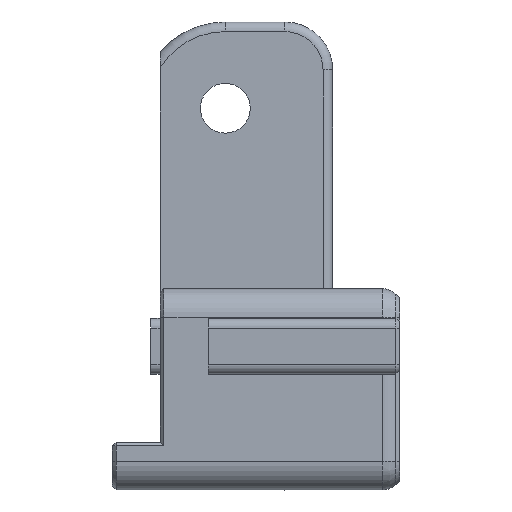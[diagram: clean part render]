
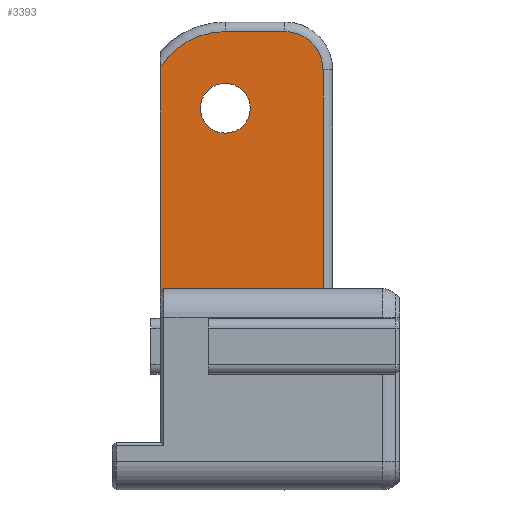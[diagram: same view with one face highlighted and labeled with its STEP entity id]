
A CAD part, front view. The second image highlights one B-rep face of the part: STEP entity #3393.
In plain terms, the highlighted face is planar.
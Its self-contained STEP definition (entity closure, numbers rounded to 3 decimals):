
#91=FACE_BOUND('',#462,.T.);
#109=PLANE('',#3662);
#241=FACE_OUTER_BOUND('',#461,.T.);
#461=EDGE_LOOP('',(#2345,#2346,#2347,#2348,#2349,#2350));
#462=EDGE_LOOP('',(#2351));
#699=LINE('',#5225,#991);
#706=LINE('',#5308,#998);
#707=LINE('',#5311,#999);
#711=LINE('',#5325,#1003);
#991=VECTOR('',#4107,10.);
#998=VECTOR('',#4118,10.);
#999=VECTOR('',#4123,10.);
#1003=VECTOR('',#4139,10.);
#1269=CIRCLE('',#3630,2.6);
#1287=CIRCLE('',#3659,4.);
#1289=CIRCLE('',#3663,8.);
#1452=VERTEX_POINT('',#5159);
#1478=VERTEX_POINT('',#5222);
#1479=VERTEX_POINT('',#5224);
#1492=VERTEX_POINT('',#5305);
#1493=VERTEX_POINT('',#5307);
#1495=VERTEX_POINT('',#5315);
#1497=VERTEX_POINT('',#5324);
#1759=EDGE_CURVE('',#1452,#1452,#1269,.T.);
#1790=EDGE_CURVE('',#1478,#1479,#699,.T.);
#1804=EDGE_CURVE('',#1492,#1493,#706,.T.);
#1806=EDGE_CURVE('',#1493,#1478,#707,.T.);
#1809=EDGE_CURVE('',#1495,#1492,#1287,.T.);
#1813=EDGE_CURVE('',#1497,#1495,#711,.T.);
#1814=EDGE_CURVE('',#1479,#1497,#1289,.T.);
#2345=ORIENTED_EDGE('',*,*,#1806,.F.);
#2346=ORIENTED_EDGE('',*,*,#1804,.F.);
#2347=ORIENTED_EDGE('',*,*,#1809,.F.);
#2348=ORIENTED_EDGE('',*,*,#1813,.F.);
#2349=ORIENTED_EDGE('',*,*,#1814,.F.);
#2350=ORIENTED_EDGE('',*,*,#1790,.F.);
#2351=ORIENTED_EDGE('',*,*,#1759,.F.);
#3393=ADVANCED_FACE('',(#241,#91),#109,.F.);
#3630=AXIS2_PLACEMENT_3D('',#5161,#4047,#4048);
#3659=AXIS2_PLACEMENT_3D('',#5317,#4129,#4130);
#3662=AXIS2_PLACEMENT_3D('',#5323,#4137,#4138);
#3663=AXIS2_PLACEMENT_3D('',#5326,#4140,#4141);
#4047=DIRECTION('center_axis',(1.,0.,0.));
#4048=DIRECTION('ref_axis',(0.,-1.,0.));
#4107=DIRECTION('',(0.,0.,-1.));
#4118=DIRECTION('',(0.,0.,1.));
#4123=DIRECTION('',(0.,1.,0.));
#4129=DIRECTION('center_axis',(-1.,0.,0.));
#4130=DIRECTION('ref_axis',(0.,-0.894,-0.447));
#4137=DIRECTION('center_axis',(-1.,0.,0.));
#4138=DIRECTION('ref_axis',(0.,1.,0.));
#4139=DIRECTION('',(0.,-1.,0.));
#4140=DIRECTION('center_axis',(-1.,0.,0.));
#4141=DIRECTION('ref_axis',(0.,0.415,-0.91));
#5159=CARTESIAN_POINT('',(70.806,-304.2,15.774));
#5161=CARTESIAN_POINT('Origin',(70.806,-306.8,15.774));
#5222=CARTESIAN_POINT('',(70.806,-300.,41.8));
#5224=CARTESIAN_POINT('',(70.806,-300.,11.559));
#5225=CARTESIAN_POINT('',(70.806,-300.,17.782));
#5305=CARTESIAN_POINT('',(70.806,-317.,11.774));
#5307=CARTESIAN_POINT('',(70.806,-317.,41.8));
#5308=CARTESIAN_POINT('',(70.806,-317.,35.143));
#5311=CARTESIAN_POINT('',(70.806,-303.95,41.8));
#5315=CARTESIAN_POINT('',(70.806,-313.,7.774));
#5317=CARTESIAN_POINT('Origin',(70.806,-313.,11.774));
#5323=CARTESIAN_POINT('Origin',(70.806,-307.9,25.687));
#5324=CARTESIAN_POINT('',(70.806,-306.8,7.774));
#5325=CARTESIAN_POINT('',(70.806,-312.95,7.774));
#5326=CARTESIAN_POINT('Origin',(70.806,-306.8,15.774));
